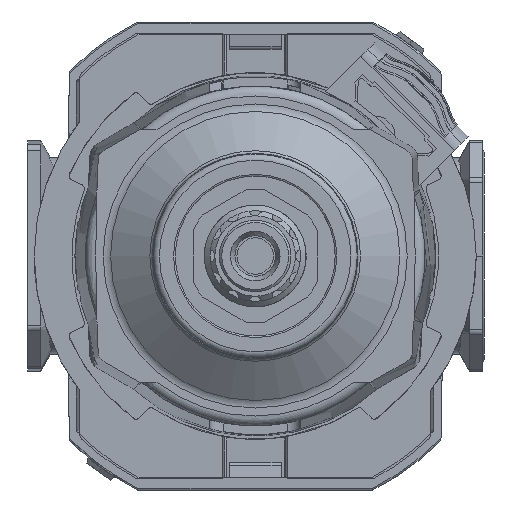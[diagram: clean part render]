
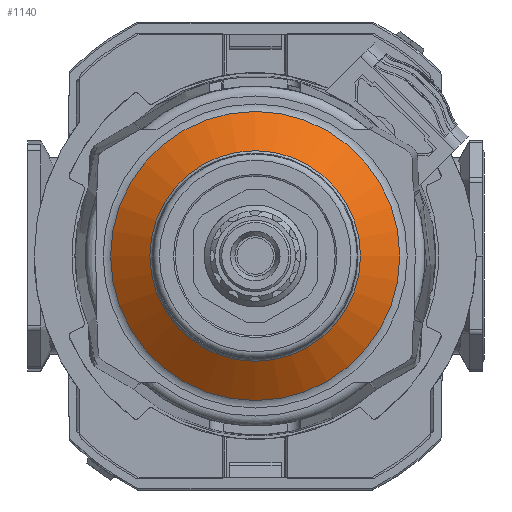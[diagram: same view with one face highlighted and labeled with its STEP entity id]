
A CAD part, front view. The second image highlights one B-rep face of the part: STEP entity #1140.
In plain terms, the highlighted conical face has half-angle 54.996 degrees and reference radius 22.24 mm.
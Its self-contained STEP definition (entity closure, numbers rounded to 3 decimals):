
#1140 = ADVANCED_FACE( '', ( #3190, #3191 ), #3192, .T. );
#3190 = FACE_BOUND( '', #6280, .T. );
#3191 = FACE_OUTER_BOUND( '', #6281, .T. );
#3192 = CONICAL_SURFACE( '', #6282, 22.24, 0.96 );
#6280 = EDGE_LOOP( '', ( #9899 ) );
#6281 = EDGE_LOOP( '', ( #9900 ) );
#6282 = AXIS2_PLACEMENT_3D( '', #9901, #9902, #9903 );
#9899 = ORIENTED_EDGE( '', *, *, #19179, .F. );
#9900 = ORIENTED_EDGE( '', *, *, #19180, .T. );
#9901 = CARTESIAN_POINT( '', ( 0., 5.938, 0. ) );
#9902 = DIRECTION( '', ( 0., 1., 0. ) );
#9903 = DIRECTION( '', ( -1., 0., 0. ) );
#19179 = EDGE_CURVE( '', #22942, #22942, #22943, .T. );
#19180 = EDGE_CURVE( '', #22944, #22944, #22945, .T. );
#22942 = VERTEX_POINT( '', #28712 );
#22943 = CIRCLE( '', #28713, 16.199 );
#22944 = VERTEX_POINT( '', #28714 );
#22945 = CIRCLE( '', #28715, 22.24 );
#28712 = CARTESIAN_POINT( '', ( 16.199, 1.708, 0. ) );
#28713 = AXIS2_PLACEMENT_3D( '', #38682, #38683, #38684 );
#28714 = CARTESIAN_POINT( '', ( 22.24, 5.938, 0. ) );
#28715 = AXIS2_PLACEMENT_3D( '', #38685, #38686, #38687 );
#38682 = CARTESIAN_POINT( '', ( 0., 1.708, 0. ) );
#38683 = DIRECTION( '', ( 0., -1., 0. ) );
#38684 = DIRECTION( '', ( 1., 0., 0. ) );
#38685 = CARTESIAN_POINT( '', ( 0., 5.938, 0. ) );
#38686 = DIRECTION( '', ( 0., -1., 0. ) );
#38687 = DIRECTION( '', ( 1., 0., 0. ) );
